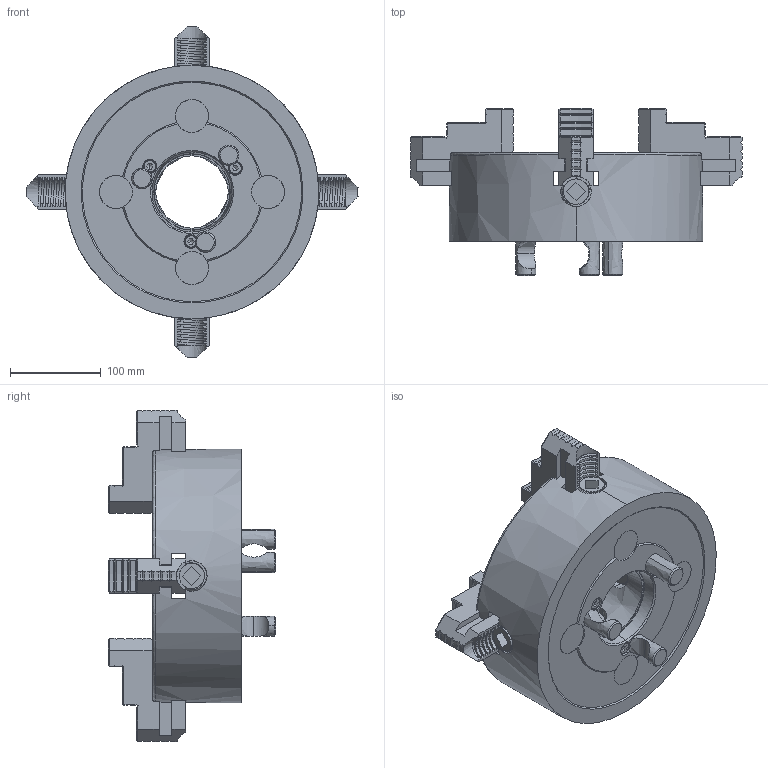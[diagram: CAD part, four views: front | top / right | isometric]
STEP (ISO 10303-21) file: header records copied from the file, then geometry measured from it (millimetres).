
FILE_DESCRIPTION(('FreeCAD Model'),'2;1');
FILE_NAME('Open CASCADE Shape Model','2025-04-17T11:44:04',('FreeCAD'),( 'FreeCAD'),'Open CASCADE STEP processor 7.6','FreeCAD','Unknown');
FILE_SCHEMA(('AUTOMOTIVE_DESIGN { 1 0 10303 214 1 1 1 1 }'));
Products named in the file (1): Open CASCADE STEP translator 7.6 1
Bounding box: 365.08 x 183.64 x 365.08 mm (x, y, z)
Volume: 5803026.6 mm3; surface area: 552879.1 mm2
Topology: 19 solids, 19 shells, 1269 faces, 3447 edges, 2228 vertices
Faces by surface type: bspline 1269
Entity records: 302171 total; most frequent: CARTESIAN_POINT 283087, ORIENTED_EDGE 6870, EDGE_CURVE 3435, VERTEX_POINT 2228, B_SPLINE_CURVE_WITH_KNOTS 2220, FACE_BOUND 1309, EDGE_LOOP 1309, ADVANCED_FACE 1269
